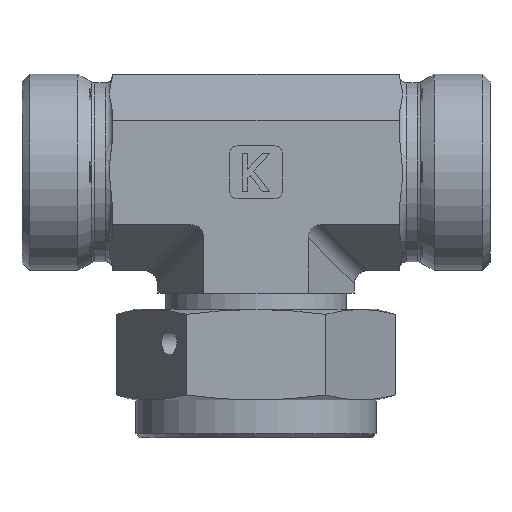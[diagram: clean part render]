
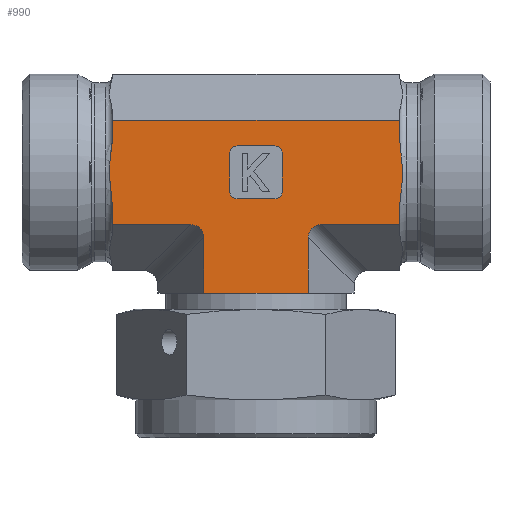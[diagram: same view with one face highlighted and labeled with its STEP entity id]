
A CAD part, left-side view. The second image highlights one B-rep face of the part: STEP entity #990.
In plain terms, the highlighted planar face has unit normal (-1, 0, 0).
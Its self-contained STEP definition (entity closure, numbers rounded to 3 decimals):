
#266=CARTESIAN_POINT('',(-30.485,9.544,5.));
#267=VERTEX_POINT('',#266);
#647=CARTESIAN_POINT('',(-30.485,16.472,5.));
#648=VERTEX_POINT('',#647);
#656=CARTESIAN_POINT('',(-30.485,16.472,5.));
#657=DIRECTION('',(0.0,-1.0,0.0));
#658=VECTOR('',#657,6.928);
#659=LINE('',#656,#658);
#660=EDGE_CURVE('',#648,#267,#659,.T.);
#670=CARTESIAN_POINT('',(-30.485,2.616,5.));
#671=VERTEX_POINT('',#670);
#672=CARTESIAN_POINT('',(-30.485,9.544,5.));
#673=DIRECTION('',(0.0,-1.0,0.0));
#674=VECTOR('',#673,6.928);
#675=LINE('',#672,#674);
#676=EDGE_CURVE('',#267,#671,#675,.T.);
#772=CARTESIAN_POINT('',(-30.485,16.472,12.34));
#773=VERTEX_POINT('',#772);
#774=CARTESIAN_POINT('',(-30.485,16.472,5.));
#775=DIRECTION('',(0.0,0.0,1.0));
#776=VECTOR('',#775,7.34);
#777=LINE('',#774,#776);
#778=EDGE_CURVE('',#648,#773,#777,.T.);
#799=CARTESIAN_POINT('',(-30.485,2.616,0.0));
#800=DIRECTION('',(-1.0,0.0,0.0));
#801=DIRECTION('',(0.0,0.0,1.0));
#802=AXIS2_PLACEMENT_3D('',#799,#800,#801);
#803=PLANE('',#802);
#804=ORIENTED_EDGE('',*,*,#660,.T.);
#805=ORIENTED_EDGE('',*,*,#676,.T.);
#806=CARTESIAN_POINT('',(-30.485,2.616,12.34));
#807=VERTEX_POINT('',#806);
#808=CARTESIAN_POINT('',(-30.485,2.616,5.));
#809=DIRECTION('',(0.0,0.0,1.0));
#810=VECTOR('',#809,7.34);
#811=LINE('',#808,#810);
#812=EDGE_CURVE('',#671,#807,#811,.T.);
#813=ORIENTED_EDGE('',*,*,#812,.T.);
#814=CARTESIAN_POINT('',(-30.485,0.884,14.072));
#815=VERTEX_POINT('',#814);
#816=CARTESIAN_POINT('',(-30.485,0.306,11.762));
#817=DIRECTION('',(-1.0,0.0,0.0));
#818=DIRECTION('',(0.0,0.707,0.707));
#819=AXIS2_PLACEMENT_3D('',#816,#817,#818);
#820=ELLIPSE('',#819,2.582,2.0);
#821=EDGE_CURVE('',#815,#807,#820,.T.);
#822=ORIENTED_EDGE('',*,*,#821,.F.);
#823=CARTESIAN_POINT('',(-30.485,-9.456,14.072));
#824=VERTEX_POINT('',#823);
#825=CARTESIAN_POINT('',(-30.485,0.884,14.072));
#826=DIRECTION('',(0.0,-1.0,0.0));
#827=VECTOR('',#826,10.34);
#828=LINE('',#825,#827);
#829=EDGE_CURVE('',#815,#824,#828,.T.);
#830=ORIENTED_EDGE('',*,*,#829,.T.);
#831=CARTESIAN_POINT('',(-30.485,-9.456,16.404));
#832=VERTEX_POINT('',#831);
#833=CARTESIAN_POINT('',(-30.485,-9.456,14.072));
#834=DIRECTION('',(0.0,0.0,1.0));
#835=VECTOR('',#834,2.332);
#836=LINE('',#833,#835);
#837=EDGE_CURVE('',#824,#832,#836,.T.);
#838=ORIENTED_EDGE('',*,*,#837,.T.);
#839=CARTESIAN_POINT('',(-30.485,-9.456,25.596));
#840=VERTEX_POINT('',#839);
#841=CARTESIAN_POINT('',(-30.485,-9.456,16.404));
#842=CARTESIAN_POINT('',(-30.485,-9.456,16.913));
#843=CARTESIAN_POINT('',(-30.485,-9.515,17.52));
#844=CARTESIAN_POINT('',(-30.485,-9.707,18.955));
#845=CARTESIAN_POINT('',(-30.485,-9.929,20.06));
#846=CARTESIAN_POINT('',(-30.485,-9.929,21.94));
#847=CARTESIAN_POINT('',(-30.485,-9.707,23.045));
#848=CARTESIAN_POINT('',(-30.485,-9.515,24.48));
#849=CARTESIAN_POINT('',(-30.485,-9.456,25.087));
#850=CARTESIAN_POINT('',(-30.485,-9.456,25.596));
#851=B_SPLINE_CURVE_WITH_KNOTS('',3,(#841,#842,#843,#844,#845,#846,#847,#848,#849,#850),.UNSPECIFIED.,.F.,.U.,(4,2,2,2,4),(0.949,1.101,1.383,1.665,1.818),.UNSPECIFIED.);
#852=EDGE_CURVE('',#832,#840,#851,.T.);
#853=ORIENTED_EDGE('',*,*,#852,.T.);
#854=CARTESIAN_POINT('',(-30.485,-9.456,27.928));
#855=VERTEX_POINT('',#854);
#856=CARTESIAN_POINT('',(-30.485,-9.456,25.596));
#857=DIRECTION('',(0.0,0.0,1.0));
#858=VECTOR('',#857,2.332);
#859=LINE('',#856,#858);
#860=EDGE_CURVE('',#840,#855,#859,.T.);
#861=ORIENTED_EDGE('',*,*,#860,.T.);
#862=CARTESIAN_POINT('',(-30.485,28.544,27.928));
#863=VERTEX_POINT('',#862);
#864=CARTESIAN_POINT('',(-30.485,28.544,27.928));
#865=DIRECTION('',(0.0,-1.0,0.0));
#866=VECTOR('',#865,38.0);
#867=LINE('',#864,#866);
#868=EDGE_CURVE('',#863,#855,#867,.T.);
#869=ORIENTED_EDGE('',*,*,#868,.F.);
#870=CARTESIAN_POINT('',(-30.485,28.544,25.596));
#871=VERTEX_POINT('',#870);
#872=CARTESIAN_POINT('',(-30.485,28.544,27.928));
#873=DIRECTION('',(0.0,0.0,-1.0));
#874=VECTOR('',#873,2.332);
#875=LINE('',#872,#874);
#876=EDGE_CURVE('',#863,#871,#875,.T.);
#877=ORIENTED_EDGE('',*,*,#876,.T.);
#878=CARTESIAN_POINT('',(-30.485,28.544,16.404));
#879=VERTEX_POINT('',#878);
#880=CARTESIAN_POINT('',(-30.485,28.544,25.596));
#881=CARTESIAN_POINT('',(-30.485,28.544,25.087));
#882=CARTESIAN_POINT('',(-30.485,28.603,24.48));
#883=CARTESIAN_POINT('',(-30.485,28.795,23.045));
#884=CARTESIAN_POINT('',(-30.485,29.017,21.94));
#885=CARTESIAN_POINT('',(-30.485,29.017,21.));
#886=CARTESIAN_POINT('',(-30.485,29.017,20.06));
#887=CARTESIAN_POINT('',(-30.485,28.795,18.955));
#888=CARTESIAN_POINT('',(-30.485,28.603,17.52));
#889=CARTESIAN_POINT('',(-30.485,28.544,16.913));
#890=CARTESIAN_POINT('',(-30.485,28.544,16.404));
#891=B_SPLINE_CURVE_WITH_KNOTS('',3,(#880,#881,#882,#883,#884,#885,#886,#887,#888,#889,#890),.UNSPECIFIED.,.F.,.U.,(4,2,3,2,4),(-0.434,-0.282,0.0,0.282,0.434),.UNSPECIFIED.);
#892=EDGE_CURVE('',#871,#879,#891,.T.);
#893=ORIENTED_EDGE('',*,*,#892,.T.);
#894=CARTESIAN_POINT('',(-30.485,28.544,14.072));
#895=VERTEX_POINT('',#894);
#896=CARTESIAN_POINT('',(-30.485,28.544,16.404));
#897=DIRECTION('',(0.0,0.0,-1.0));
#898=VECTOR('',#897,2.332);
#899=LINE('',#896,#898);
#900=EDGE_CURVE('',#879,#895,#899,.T.);
#901=ORIENTED_EDGE('',*,*,#900,.T.);
#902=CARTESIAN_POINT('',(-30.485,18.204,14.072));
#903=VERTEX_POINT('',#902);
#904=CARTESIAN_POINT('',(-30.485,18.204,14.072));
#905=DIRECTION('',(0.0,1.0,0.0));
#906=VECTOR('',#905,10.34);
#907=LINE('',#904,#906);
#908=EDGE_CURVE('',#903,#895,#907,.T.);
#909=ORIENTED_EDGE('',*,*,#908,.F.);
#910=CARTESIAN_POINT('',(-30.485,18.781,11.762));
#911=DIRECTION('',(-1.0,0.0,0.0));
#912=DIRECTION('',(0.0,-0.707,0.707));
#913=AXIS2_PLACEMENT_3D('',#910,#911,#912);
#914=ELLIPSE('',#913,2.582,2.0);
#915=EDGE_CURVE('',#773,#903,#914,.T.);
#916=ORIENTED_EDGE('',*,*,#915,.F.);
#917=ORIENTED_EDGE('',*,*,#778,.F.);
#918=EDGE_LOOP('',(#804,#805,#813,#822,#830,#838,#853,#861,#869,#877,#893,#901,#909,#916,#917));
#919=FACE_OUTER_BOUND('',#918,.T.);
#920=CARTESIAN_POINT('',(-30.485,7.044,17.5));
#921=VERTEX_POINT('',#920);
#922=CARTESIAN_POINT('',(-30.485,12.044,17.5));
#923=VERTEX_POINT('',#922);
#924=CARTESIAN_POINT('',(-30.485,7.044,17.5));
#925=DIRECTION('',(0.0,1.0,0.0));
#926=VECTOR('',#925,5.);
#927=LINE('',#924,#926);
#928=EDGE_CURVE('',#921,#923,#927,.T.);
#929=ORIENTED_EDGE('',*,*,#928,.T.);
#930=CARTESIAN_POINT('',(-30.485,13.044,18.5));
#931=VERTEX_POINT('',#930);
#932=CARTESIAN_POINT('',(-30.485,12.044,18.5));
#933=DIRECTION('',(-1.0,0.0,0.0));
#934=DIRECTION('',(0.0,0.707,-0.707));
#935=AXIS2_PLACEMENT_3D('',#932,#933,#934);
#936=CIRCLE('',#935,1.0);
#937=EDGE_CURVE('',#931,#923,#936,.T.);
#938=ORIENTED_EDGE('',*,*,#937,.F.);
#939=CARTESIAN_POINT('',(-30.485,13.044,23.5));
#940=VERTEX_POINT('',#939);
#941=CARTESIAN_POINT('',(-30.485,13.044,18.5));
#942=DIRECTION('',(0.0,0.0,1.0));
#943=VECTOR('',#942,5.0);
#944=LINE('',#941,#943);
#945=EDGE_CURVE('',#931,#940,#944,.T.);
#946=ORIENTED_EDGE('',*,*,#945,.T.);
#947=CARTESIAN_POINT('',(-30.485,12.044,24.5));
#948=VERTEX_POINT('',#947);
#949=CARTESIAN_POINT('',(-30.485,12.044,23.5));
#950=DIRECTION('',(-1.0,0.0,0.0));
#951=DIRECTION('',(0.0,0.707,0.707));
#952=AXIS2_PLACEMENT_3D('',#949,#950,#951);
#953=CIRCLE('',#952,1.0);
#954=EDGE_CURVE('',#948,#940,#953,.T.);
#955=ORIENTED_EDGE('',*,*,#954,.F.);
#956=CARTESIAN_POINT('',(-30.485,7.044,24.5));
#957=VERTEX_POINT('',#956);
#958=CARTESIAN_POINT('',(-30.485,12.044,24.5));
#959=DIRECTION('',(0.0,-1.0,0.0));
#960=VECTOR('',#959,5.);
#961=LINE('',#958,#960);
#962=EDGE_CURVE('',#948,#957,#961,.T.);
#963=ORIENTED_EDGE('',*,*,#962,.T.);
#964=CARTESIAN_POINT('',(-30.485,6.044,23.5));
#965=VERTEX_POINT('',#964);
#966=CARTESIAN_POINT('',(-30.485,7.044,23.5));
#967=DIRECTION('',(-1.0,0.0,0.0));
#968=DIRECTION('',(0.0,-0.707,0.707));
#969=AXIS2_PLACEMENT_3D('',#966,#967,#968);
#970=CIRCLE('',#969,1.0);
#971=EDGE_CURVE('',#965,#957,#970,.T.);
#972=ORIENTED_EDGE('',*,*,#971,.F.);
#973=CARTESIAN_POINT('',(-30.485,6.044,18.5));
#974=VERTEX_POINT('',#973);
#975=CARTESIAN_POINT('',(-30.485,6.044,23.5));
#976=DIRECTION('',(0.0,0.0,-1.0));
#977=VECTOR('',#976,5.);
#978=LINE('',#975,#977);
#979=EDGE_CURVE('',#965,#974,#978,.T.);
#980=ORIENTED_EDGE('',*,*,#979,.T.);
#981=CARTESIAN_POINT('',(-30.485,7.044,18.5));
#982=DIRECTION('',(-1.0,0.0,0.0));
#983=DIRECTION('',(0.0,-0.707,-0.707));
#984=AXIS2_PLACEMENT_3D('',#981,#982,#983);
#985=CIRCLE('',#984,1.0);
#986=EDGE_CURVE('',#921,#974,#985,.T.);
#987=ORIENTED_EDGE('',*,*,#986,.F.);
#988=EDGE_LOOP('',(#929,#938,#946,#955,#963,#972,#980,#987));
#989=FACE_BOUND('',#988,.T.);
#990=ADVANCED_FACE('',(#919,#989),#803,.T.);
